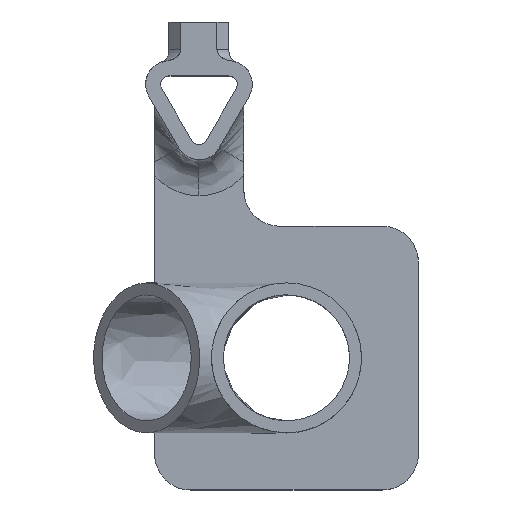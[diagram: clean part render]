
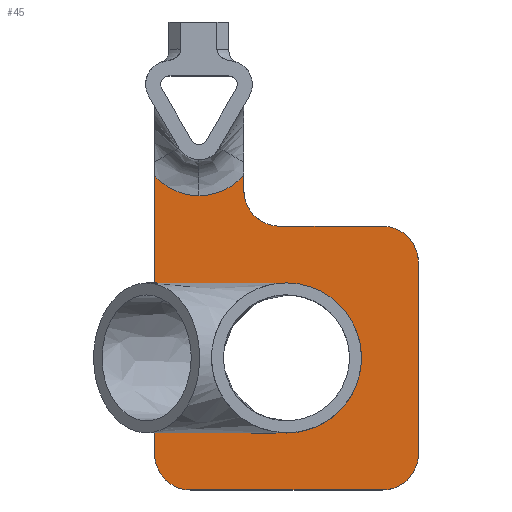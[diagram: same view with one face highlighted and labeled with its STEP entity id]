
A CAD part, top view. The second image highlights one B-rep face of the part: STEP entity #45.
In plain terms, the highlighted planar face has unit normal (0, 0, 1).
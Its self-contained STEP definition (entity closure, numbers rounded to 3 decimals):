
#19=FACE_BOUND('',#188,.T.);
#45=ADVANCED_FACE('',(#114,#19),#1171,.T.);
#114=FACE_OUTER_BOUND('',#187,.T.);
#187=EDGE_LOOP('',(#355,#356,#357,#358,#359,#360,#361,#362,#363,#364,#365));
#188=EDGE_LOOP('',(#366,#367,#368,#369,#370,#371));
#355=ORIENTED_EDGE('',*,*,#690,.T.);
#356=ORIENTED_EDGE('',*,*,#631,.T.);
#357=ORIENTED_EDGE('',*,*,#832,.T.);
#358=ORIENTED_EDGE('',*,*,#691,.T.);
#359=ORIENTED_EDGE('',*,*,#708,.T.);
#360=ORIENTED_EDGE('',*,*,#692,.T.);
#361=ORIENTED_EDGE('',*,*,#712,.T.);
#362=ORIENTED_EDGE('',*,*,#693,.T.);
#363=ORIENTED_EDGE('',*,*,#710,.T.);
#364=ORIENTED_EDGE('',*,*,#694,.T.);
#365=ORIENTED_EDGE('',*,*,#829,.T.);
#366=ORIENTED_EDGE('',*,*,#668,.F.);
#367=ORIENTED_EDGE('',*,*,#673,.F.);
#368=ORIENTED_EDGE('',*,*,#695,.F.);
#369=ORIENTED_EDGE('',*,*,#696,.T.);
#370=ORIENTED_EDGE('',*,*,#697,.F.);
#371=ORIENTED_EDGE('',*,*,#672,.F.);
#631=EDGE_CURVE('',#1040,#1039,#984,.T.);
#668=EDGE_CURVE('',#1080,#1081,#994,.T.);
#672=EDGE_CURVE('',#1081,#1074,#996,.T.);
#673=EDGE_CURVE('',#1079,#1080,#997,.T.);
#690=EDGE_CURVE('',#1108,#1040,#873,.T.);
#691=EDGE_CURVE('',#1109,#1110,#874,.T.);
#692=EDGE_CURVE('',#1111,#1112,#875,.T.);
#693=EDGE_CURVE('',#1113,#1114,#876,.T.);
#694=EDGE_CURVE('',#1115,#1116,#877,.T.);
#695=EDGE_CURVE('',#1078,#1079,#1003,.T.);
#696=EDGE_CURVE('',#1078,#1075,#1004,.T.);
#697=EDGE_CURVE('',#1074,#1075,#1005,.T.);
#708=EDGE_CURVE('',#1110,#1111,#1007,.T.);
#710=EDGE_CURVE('',#1114,#1115,#1009,.T.);
#712=EDGE_CURVE('',#1112,#1113,#1011,.T.);
#829=EDGE_CURVE('',#1116,#1108,#1033,.T.);
#832=EDGE_CURVE('',#1039,#1109,#1036,.T.);
#873=B_SPLINE_CURVE_WITH_KNOTS('',1,(#7448,#7449),.UNSPECIFIED.,.F.,.F.,
(2,2),(-2.523,0.),.UNSPECIFIED.);
#874=B_SPLINE_CURVE_WITH_KNOTS('',1,(#7450,#7451),.UNSPECIFIED.,.F.,.F.,
(2,2),(-46.425,0.),.UNSPECIFIED.);
#875=B_SPLINE_CURVE_WITH_KNOTS('',1,(#7452,#7453),.UNSPECIFIED.,.F.,.F.,
(2,2),(-32.,0.),.UNSPECIFIED.);
#876=B_SPLINE_CURVE_WITH_KNOTS('',1,(#7454,#7455),.UNSPECIFIED.,.F.,.F.,
(2,2),(-32.,0.),.UNSPECIFIED.);
#877=B_SPLINE_CURVE_WITH_KNOTS('',1,(#7456,#7457),.UNSPECIFIED.,.F.,.F.,
(2,2),(-17.111,0.),.UNSPECIFIED.);
#984=(
BOUNDED_CURVE()
B_SPLINE_CURVE(2,(#6669,#6670,#6671),.UNSPECIFIED.,.F.,.F.)
B_SPLINE_CURVE_WITH_KNOTS((3,3),(0.,8.491),.UNSPECIFIED.)
CURVE()
GEOMETRIC_REPRESENTATION_ITEM()
RATIONAL_B_SPLINE_CURVE((1.,0.909,1.))
REPRESENTATION_ITEM('')
);
#994=(
BOUNDED_CURVE()
B_SPLINE_CURVE(2,(#7355,#7356,#7357,#7358,#7359),.UNSPECIFIED.,.F.,.F.)
B_SPLINE_CURVE_WITH_KNOTS((3,2,3),(0.,19.635,39.27),
 .UNSPECIFIED.)
CURVE()
GEOMETRIC_REPRESENTATION_ITEM()
RATIONAL_B_SPLINE_CURVE((1.,0.707,1.,0.707,1.))
REPRESENTATION_ITEM('')
);
#996=(
BOUNDED_CURVE()
B_SPLINE_CURVE(2,(#7369,#7370,#7371),.UNSPECIFIED.,.F.,.F.)
B_SPLINE_CURVE_WITH_KNOTS((3,3),(0.,0.829),.UNSPECIFIED.)
CURVE()
GEOMETRIC_REPRESENTATION_ITEM()
RATIONAL_B_SPLINE_CURVE((1.,0.999,1.))
REPRESENTATION_ITEM('')
);
#997=(
BOUNDED_CURVE()
B_SPLINE_CURVE(2,(#7372,#7373,#7374),.UNSPECIFIED.,.F.,.F.)
B_SPLINE_CURVE_WITH_KNOTS((3,3),(0.,0.829),.UNSPECIFIED.)
CURVE()
GEOMETRIC_REPRESENTATION_ITEM()
RATIONAL_B_SPLINE_CURVE((1.,0.999,1.))
REPRESENTATION_ITEM('')
);
#1003=(
BOUNDED_CURVE()
B_SPLINE_CURVE(3,(#7458,#7459,#7460,#7461),.UNSPECIFIED.,.F.,.F.)
B_SPLINE_CURVE_WITH_KNOTS((4,4),(1.571,1.637),
 .UNSPECIFIED.)
CURVE()
GEOMETRIC_REPRESENTATION_ITEM()
RATIONAL_B_SPLINE_CURVE((1.,1.,1.,1.))
REPRESENTATION_ITEM('')
);
#1004=(
BOUNDED_CURVE()
B_SPLINE_CURVE(3,(#7462,#7463,#7464,#7465),.UNSPECIFIED.,.F.,.F.)
B_SPLINE_CURVE_WITH_KNOTS((4,4),(-7.854,-4.712),
 .UNSPECIFIED.)
CURVE()
GEOMETRIC_REPRESENTATION_ITEM()
RATIONAL_B_SPLINE_CURVE((1.,0.333,0.333,1.))
REPRESENTATION_ITEM('')
);
#1005=(
BOUNDED_CURVE()
B_SPLINE_CURVE(3,(#7466,#7467,#7468,#7469),.UNSPECIFIED.,.F.,.F.)
B_SPLINE_CURVE_WITH_KNOTS((4,4),(4.646,4.712),
 .UNSPECIFIED.)
CURVE()
GEOMETRIC_REPRESENTATION_ITEM()
RATIONAL_B_SPLINE_CURVE((1.,1.,1.,1.))
REPRESENTATION_ITEM('')
);
#1007=(
BOUNDED_CURVE()
B_SPLINE_CURVE(2,(#7494,#7495,#7496),.UNSPECIFIED.,.F.,.F.)
B_SPLINE_CURVE_WITH_KNOTS((3,3),(0.,9.425),.UNSPECIFIED.)
CURVE()
GEOMETRIC_REPRESENTATION_ITEM()
RATIONAL_B_SPLINE_CURVE((1.,0.707,1.))
REPRESENTATION_ITEM('')
);
#1009=(
BOUNDED_CURVE()
B_SPLINE_CURVE(2,(#7500,#7501,#7502),.UNSPECIFIED.,.F.,.F.)
B_SPLINE_CURVE_WITH_KNOTS((3,3),(0.,9.425),.UNSPECIFIED.)
CURVE()
GEOMETRIC_REPRESENTATION_ITEM()
RATIONAL_B_SPLINE_CURVE((1.,0.707,1.))
REPRESENTATION_ITEM('')
);
#1011=(
BOUNDED_CURVE()
B_SPLINE_CURVE(2,(#7506,#7507,#7508),.UNSPECIFIED.,.F.,.F.)
B_SPLINE_CURVE_WITH_KNOTS((3,3),(0.,9.425),.UNSPECIFIED.)
CURVE()
GEOMETRIC_REPRESENTATION_ITEM()
RATIONAL_B_SPLINE_CURVE((1.,0.707,1.))
REPRESENTATION_ITEM('')
);
#1033=(
BOUNDED_CURVE()
B_SPLINE_CURVE(2,(#10133,#10134,#10135),.UNSPECIFIED.,.F.,.F.)
B_SPLINE_CURVE_WITH_KNOTS((3,3),(0.,9.425),.UNSPECIFIED.)
CURVE()
GEOMETRIC_REPRESENTATION_ITEM()
RATIONAL_B_SPLINE_CURVE((1.,0.707,1.))
REPRESENTATION_ITEM('')
);
#1036=(
BOUNDED_CURVE()
B_SPLINE_CURVE(2,(#10142,#10143,#10144),.UNSPECIFIED.,.F.,.F.)
B_SPLINE_CURVE_WITH_KNOTS((3,3),(0.,8.36),.UNSPECIFIED.)
CURVE()
GEOMETRIC_REPRESENTATION_ITEM()
RATIONAL_B_SPLINE_CURVE((1.,0.912,1.))
REPRESENTATION_ITEM('')
);
#1039=VERTEX_POINT('',#6536);
#1040=VERTEX_POINT('',#6537);
#1074=VERTEX_POINT('',#6571);
#1075=VERTEX_POINT('',#6572);
#1078=VERTEX_POINT('',#6575);
#1079=VERTEX_POINT('',#6576);
#1080=VERTEX_POINT('',#6577);
#1081=VERTEX_POINT('',#6578);
#1108=VERTEX_POINT('',#6605);
#1109=VERTEX_POINT('',#6606);
#1110=VERTEX_POINT('',#6607);
#1111=VERTEX_POINT('',#6608);
#1112=VERTEX_POINT('',#6609);
#1113=VERTEX_POINT('',#6610);
#1114=VERTEX_POINT('',#6611);
#1115=VERTEX_POINT('',#6612);
#1116=VERTEX_POINT('',#6613);
#1171=PLANE('',#1258);
#1258=AXIS2_PLACEMENT_3D('',#1715,#1284,$);
#1284=DIRECTION('',(0.,0.,1.));
#1715=CARTESIAN_POINT('',(-43.292,44.952,-42.145));
#6536=CARTESIAN_POINT('',(-14.599,36.275,-42.145));
#6537=CARTESIAN_POINT('',(-7.111,39.698,-42.145));
#6571=CARTESIAN_POINT('',(-0.828,21.648,-42.145));
#6572=CARTESIAN_POINT('',(-2.,21.675,-42.145));
#6575=CARTESIAN_POINT('',(-2.,-3.325,-42.145));
#6576=CARTESIAN_POINT('',(-0.828,-3.298,-42.145));
#6577=CARTESIAN_POINT('',(0.,-3.325,-42.145));
#6578=CARTESIAN_POINT('',(0.,21.675,-42.145));
#6605=CARTESIAN_POINT('',(-7.111,37.175,-42.145));
#6606=CARTESIAN_POINT('',(-22.,39.6,-42.145));
#6607=CARTESIAN_POINT('',(-22.,-6.825,-42.145));
#6608=CARTESIAN_POINT('',(-16.,-12.825,-42.145));
#6609=CARTESIAN_POINT('',(16.,-12.825,-42.145));
#6610=CARTESIAN_POINT('',(22.,-6.825,-42.145));
#6611=CARTESIAN_POINT('',(22.,25.175,-42.145));
#6612=CARTESIAN_POINT('',(16.,31.175,-42.145));
#6613=CARTESIAN_POINT('',(-1.111,31.175,-42.145));
#6669=CARTESIAN_POINT('',(-7.111,39.698,-42.145));
#6670=CARTESIAN_POINT('',(-10.073,36.275,-42.145));
#6671=CARTESIAN_POINT('',(-14.599,36.275,-42.145));
#7355=CARTESIAN_POINT('',(0.,-3.325,-42.145));
#7356=CARTESIAN_POINT('',(12.5,-3.325,-42.145));
#7357=CARTESIAN_POINT('',(12.5,9.175,-42.145));
#7358=CARTESIAN_POINT('',(12.5,21.675,-42.145));
#7359=CARTESIAN_POINT('',(0.,21.675,-42.145));
#7369=CARTESIAN_POINT('',(0.,21.675,-42.145));
#7370=CARTESIAN_POINT('',(-0.415,21.675,-42.145));
#7371=CARTESIAN_POINT('',(-0.828,21.648,-42.145));
#7372=CARTESIAN_POINT('',(-0.828,-3.298,-42.145));
#7373=CARTESIAN_POINT('',(-0.415,-3.325,-42.145));
#7374=CARTESIAN_POINT('',(0.,-3.325,-42.145));
#7448=CARTESIAN_POINT('',(-7.111,37.175,-42.145));
#7449=CARTESIAN_POINT('',(-7.111,39.698,-42.145));
#7450=CARTESIAN_POINT('',(-22.,39.6,-42.145));
#7451=CARTESIAN_POINT('',(-22.,-6.825,-42.145));
#7452=CARTESIAN_POINT('',(-16.,-12.825,-42.145));
#7453=CARTESIAN_POINT('',(16.,-12.825,-42.145));
#7454=CARTESIAN_POINT('',(22.,-6.825,-42.145));
#7455=CARTESIAN_POINT('',(22.,25.175,-42.145));
#7456=CARTESIAN_POINT('',(16.,31.175,-42.145));
#7457=CARTESIAN_POINT('',(-1.111,31.175,-42.145));
#7458=CARTESIAN_POINT('',(-2.,-3.325,-42.145));
#7459=CARTESIAN_POINT('',(-1.609,-3.325,-42.145));
#7460=CARTESIAN_POINT('',(-1.218,-3.316,-42.145));
#7461=CARTESIAN_POINT('',(-0.828,-3.298,-42.145));
#7462=CARTESIAN_POINT('',(-2.,-3.325,-42.145));
#7463=CARTESIAN_POINT('',(-37.355,-3.325,-42.145));
#7464=CARTESIAN_POINT('',(-37.355,21.675,-42.145));
#7465=CARTESIAN_POINT('',(-2.,21.675,-42.145));
#7466=CARTESIAN_POINT('',(-0.828,21.648,-42.145));
#7467=CARTESIAN_POINT('',(-1.218,21.666,-42.145));
#7468=CARTESIAN_POINT('',(-1.609,21.675,-42.145));
#7469=CARTESIAN_POINT('',(-2.,21.675,-42.145));
#7494=CARTESIAN_POINT('',(-22.,-6.825,-42.145));
#7495=CARTESIAN_POINT('',(-22.,-12.825,-42.145));
#7496=CARTESIAN_POINT('',(-16.,-12.825,-42.145));
#7500=CARTESIAN_POINT('',(22.,25.175,-42.145));
#7501=CARTESIAN_POINT('',(22.,31.175,-42.145));
#7502=CARTESIAN_POINT('',(16.,31.175,-42.145));
#7506=CARTESIAN_POINT('',(16.,-12.825,-42.145));
#7507=CARTESIAN_POINT('',(22.,-12.825,-42.145));
#7508=CARTESIAN_POINT('',(22.,-6.825,-42.145));
#10133=CARTESIAN_POINT('',(-1.111,31.175,-42.145));
#10134=CARTESIAN_POINT('',(-7.111,31.175,-42.145));
#10135=CARTESIAN_POINT('',(-7.111,37.175,-42.145));
#10142=CARTESIAN_POINT('',(-14.599,36.275,-42.145));
#10143=CARTESIAN_POINT('',(-19.046,36.275,-42.145));
#10144=CARTESIAN_POINT('',(-22.,39.6,-42.145));
